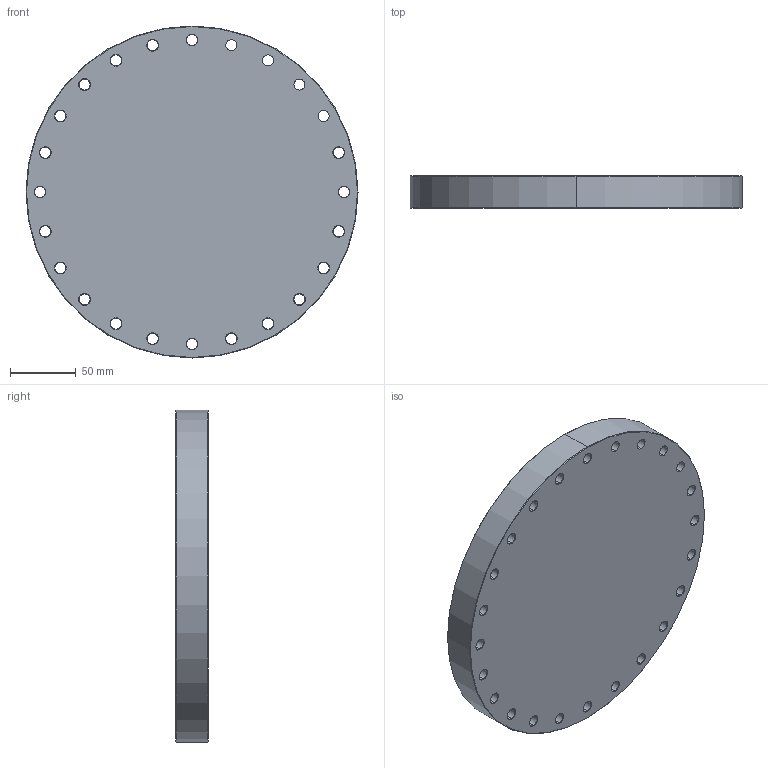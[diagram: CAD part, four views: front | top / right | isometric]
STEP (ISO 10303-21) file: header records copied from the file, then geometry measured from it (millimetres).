
FILE_DESCRIPTION (( 'STEP AP214' ), '1' );
FILE_NAME ('Hositrad_CF200-B.STEP', '2011-02-15T11:41:35', ( 'Hositrad' ), ( 'Hositrad' ), 'SwSTEP 2.0', 'SolidWorks 2010', '' );
FILE_SCHEMA (( 'AUTOMOTIVE_DESIGN' ));
Length unit declared in the file: millimetre
Products named in the file (1): Hositrad_CF200-B
Bounding box: 253.2 x 24.6 x 253.2 mm (x, y, z)
Volume: 1159407.2 mm3; surface area: 134157.1 mm2
Topology: 1 solids, 1 shells, 143 faces, 332 edges, 192 vertices
Faces by surface type: cone 88, cylinder 52, plane 3
Entity records: 4184 total; most frequent: DIRECTION 812, CARTESIAN_POINT 668, ORIENTED_EDGE 664, AXIS2_PLACEMENT_3D 336, EDGE_CURVE 332, CIRCLE 192, VERTEX_POINT 192, EDGE_LOOP 192
